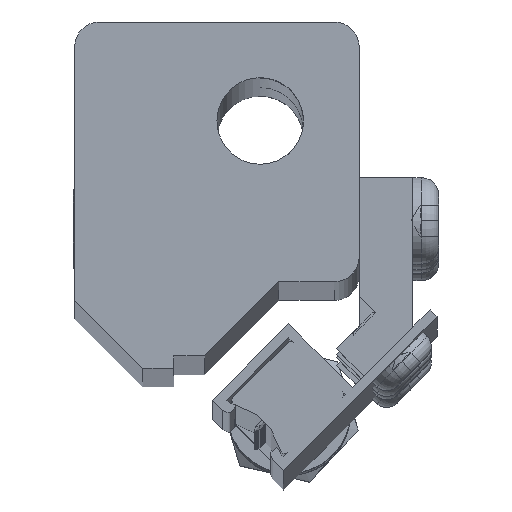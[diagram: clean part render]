
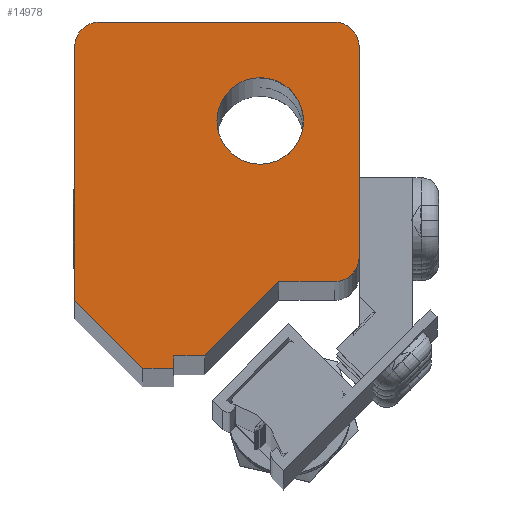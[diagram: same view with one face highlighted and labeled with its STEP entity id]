
A CAD part, top view. The second image highlights one B-rep face of the part: STEP entity #14978.
In plain terms, the highlighted planar face has unit normal (0, 0, 1).
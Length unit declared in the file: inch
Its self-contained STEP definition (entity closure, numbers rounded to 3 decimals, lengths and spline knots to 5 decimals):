
#969=FACE_BOUND('',#2708,.T.);
#1652=FACE_OUTER_BOUND('',#2707,.T.);
#2707=EDGE_LOOP('',(#11471,#11472,#11473,#11474,#11475,#11476,#11477,#11478,
#11479,#11480,#11481,#11482));
#2708=EDGE_LOOP('',(#11483));
#3772=LINE('',#24300,#4769);
#3773=LINE('',#24304,#4770);
#3774=LINE('',#24306,#4771);
#3775=LINE('',#24308,#4772);
#3776=LINE('',#24310,#4773);
#3777=LINE('',#24312,#4774);
#3778=LINE('',#24314,#4775);
#3779=LINE('',#24316,#4776);
#3780=LINE('',#24319,#4777);
#4769=VECTOR('',#19656,0.3937);
#4770=VECTOR('',#19659,0.3937);
#4771=VECTOR('',#19660,0.3937);
#4772=VECTOR('',#19661,0.3937);
#4773=VECTOR('',#19662,0.3937);
#4774=VECTOR('',#19663,0.3937);
#4775=VECTOR('',#19664,0.3937);
#4776=VECTOR('',#19665,0.3937);
#4777=VECTOR('',#19668,0.3937);
#5487=CIRCLE('',#16373,0.125);
#5488=CIRCLE('',#16374,0.125);
#5489=CIRCLE('',#16375,0.125);
#5490=CIRCLE('',#16376,0.21875);
#6549=VERTEX_POINT('',#24296);
#6550=VERTEX_POINT('',#24297);
#6551=VERTEX_POINT('',#24299);
#6552=VERTEX_POINT('',#24301);
#6553=VERTEX_POINT('',#24303);
#6554=VERTEX_POINT('',#24305);
#6555=VERTEX_POINT('',#24307);
#6556=VERTEX_POINT('',#24309);
#6557=VERTEX_POINT('',#24311);
#6558=VERTEX_POINT('',#24313);
#6559=VERTEX_POINT('',#24315);
#6560=VERTEX_POINT('',#24317);
#6561=VERTEX_POINT('',#24320);
#8288=EDGE_CURVE('',#6549,#6550,#5487,.T.);
#8289=EDGE_CURVE('',#6551,#6549,#3772,.T.);
#8290=EDGE_CURVE('',#6552,#6551,#5488,.T.);
#8291=EDGE_CURVE('',#6553,#6552,#3773,.T.);
#8292=EDGE_CURVE('',#6554,#6553,#3774,.T.);
#8293=EDGE_CURVE('',#6555,#6554,#3775,.T.);
#8294=EDGE_CURVE('',#6556,#6555,#3776,.T.);
#8295=EDGE_CURVE('',#6557,#6556,#3777,.T.);
#8296=EDGE_CURVE('',#6558,#6557,#3778,.T.);
#8297=EDGE_CURVE('',#6559,#6558,#3779,.T.);
#8298=EDGE_CURVE('',#6560,#6559,#5489,.T.);
#8299=EDGE_CURVE('',#6550,#6560,#3780,.T.);
#8300=EDGE_CURVE('',#6561,#6561,#5490,.T.);
#11471=ORIENTED_EDGE('',*,*,#8288,.F.);
#11472=ORIENTED_EDGE('',*,*,#8289,.F.);
#11473=ORIENTED_EDGE('',*,*,#8290,.F.);
#11474=ORIENTED_EDGE('',*,*,#8291,.F.);
#11475=ORIENTED_EDGE('',*,*,#8292,.F.);
#11476=ORIENTED_EDGE('',*,*,#8293,.F.);
#11477=ORIENTED_EDGE('',*,*,#8294,.F.);
#11478=ORIENTED_EDGE('',*,*,#8295,.F.);
#11479=ORIENTED_EDGE('',*,*,#8296,.F.);
#11480=ORIENTED_EDGE('',*,*,#8297,.F.);
#11481=ORIENTED_EDGE('',*,*,#8298,.F.);
#11482=ORIENTED_EDGE('',*,*,#8299,.F.);
#11483=ORIENTED_EDGE('',*,*,#8300,.T.);
#13314=PLANE('',#16372);
#14978=ADVANCED_FACE('',(#1652,#969),#13314,.T.);
#16372=AXIS2_PLACEMENT_3D('',#24295,#19652,#19653);
#16373=AXIS2_PLACEMENT_3D('',#24298,#19654,#19655);
#16374=AXIS2_PLACEMENT_3D('',#24302,#19657,#19658);
#16375=AXIS2_PLACEMENT_3D('',#24318,#19666,#19667);
#16376=AXIS2_PLACEMENT_3D('',#24321,#19669,#19670);
#19652=DIRECTION('center_axis',(0.,0.,1.));
#19653=DIRECTION('ref_axis',(1.,0.,0.));
#19654=DIRECTION('center_axis',(0.,0.,-1.));
#19655=DIRECTION('ref_axis',(-1.,0.,0.));
#19656=DIRECTION('',(1.,0.,0.));
#19657=DIRECTION('center_axis',(0.,0.,-1.));
#19658=DIRECTION('ref_axis',(0.,1.,0.));
#19659=DIRECTION('',(0.,1.,0.));
#19660=DIRECTION('',(-0.707,0.707,0.));
#19661=DIRECTION('',(-1.,0.,0.));
#19662=DIRECTION('',(0.,-1.,0.));
#19663=DIRECTION('',(-1.,0.,0.));
#19664=DIRECTION('',(-0.707,-0.707,0.));
#19665=DIRECTION('',(-1.,0.,0.));
#19666=DIRECTION('center_axis',(0.,0.,-1.));
#19667=DIRECTION('ref_axis',(0.,1.,0.));
#19668=DIRECTION('',(0.,-1.,0.));
#19669=DIRECTION('center_axis',(0.,0.,-1.));
#19670=DIRECTION('ref_axis',(-1.,0.,0.));
#24295=CARTESIAN_POINT('Origin',(-0.13944,0.20489,27.1875));
#24296=CARTESIAN_POINT('',(0.25476,0.97822,27.1875));
#24297=CARTESIAN_POINT('',(0.37976,0.85322,27.1875));
#24298=CARTESIAN_POINT('Origin',(0.25476,0.85322,27.1875));
#24299=CARTESIAN_POINT('',(-0.93274,0.97822,27.1875));
#24300=CARTESIAN_POINT('',(-0.55774,0.97822,27.1875));
#24301=CARTESIAN_POINT('',(-1.05774,0.85322,27.1875));
#24302=CARTESIAN_POINT('Origin',(-0.93274,0.85322,27.1875));
#24303=CARTESIAN_POINT('',(-1.05774,-0.42803,27.1875));
#24304=CARTESIAN_POINT('',(-1.05774,0.85322,27.1875));
#24305=CARTESIAN_POINT('',(-0.71399,-0.77178,27.1875));
#24306=CARTESIAN_POINT('',(-1.05774,-0.42803,27.1875));
#24307=CARTESIAN_POINT('',(-0.55774,-0.77178,27.1875));
#24308=CARTESIAN_POINT('',(-0.71399,-0.77178,27.1875));
#24309=CARTESIAN_POINT('',(-0.55774,-0.70928,27.1875));
#24310=CARTESIAN_POINT('',(-0.55774,-0.77178,27.1875));
#24311=CARTESIAN_POINT('',(-0.40149,-0.70928,27.1875));
#24312=CARTESIAN_POINT('',(-0.40149,-0.70928,27.1875));
#24313=CARTESIAN_POINT('',(-0.02649,-0.33428,27.1875));
#24314=CARTESIAN_POINT('',(-0.02649,-0.33428,27.1875));
#24315=CARTESIAN_POINT('',(0.25476,-0.33428,27.1875));
#24316=CARTESIAN_POINT('',(0.25476,-0.33428,27.1875));
#24317=CARTESIAN_POINT('',(0.37976,-0.20928,27.1875));
#24318=CARTESIAN_POINT('Origin',(0.25476,-0.20928,27.1875));
#24319=CARTESIAN_POINT('',(0.37976,0.85322,27.1875));
#24320=CARTESIAN_POINT('',(0.09851,0.47822,27.1875));
#24321=CARTESIAN_POINT('Origin',(-0.12024,0.47822,27.1875));
